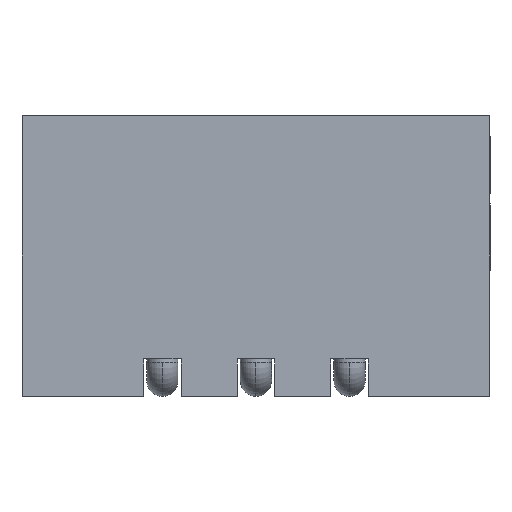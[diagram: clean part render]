
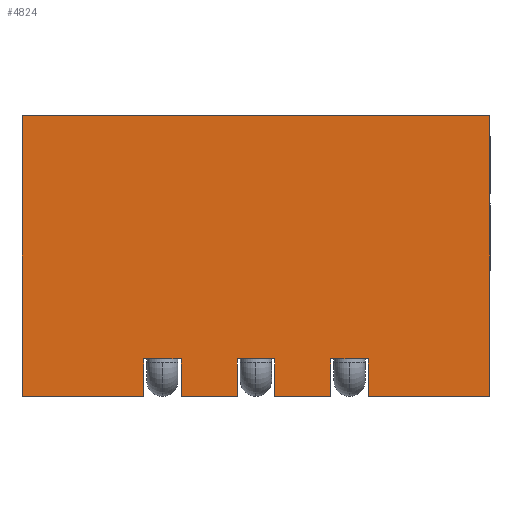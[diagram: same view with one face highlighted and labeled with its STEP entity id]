
A CAD part, front view. The second image highlights one B-rep face of the part: STEP entity #4824.
In plain terms, the highlighted planar face has unit normal (0, -1, 0).
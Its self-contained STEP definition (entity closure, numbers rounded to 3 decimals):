
#17 = VERTEX_POINT ( 'NONE', #7012 ) ;
#99 = ORIENTED_EDGE ( 'NONE', *, *, #12139, .F. ) ;
#151 = CARTESIAN_POINT ( 'NONE',  ( 3.75, -1.85, 4.5 ) ) ;
#210 = VERTEX_POINT ( 'NONE', #1954 ) ;
#360 = DIRECTION ( 'NONE',  ( 0., 0., -1. ) ) ;
#494 = CARTESIAN_POINT ( 'NONE',  ( -3.75, -1.85, -1.282 ) ) ;
#514 = AXIS2_PLACEMENT_3D ( 'NONE', #11885, #2905, #12977 ) ;
#539 = CARTESIAN_POINT ( 'NONE',  ( -1.2, -1.85, 0.6 ) ) ;
#585 = EDGE_CURVE ( 'NONE', #14624, #4459, #13276, .T. ) ;
#742 = EDGE_CURVE ( 'NONE', #10624, #10795, #11515, .T. ) ;
#743 = LINE ( 'NONE', #3186, #14609 ) ;
#869 = LINE ( 'NONE', #8362, #11418 ) ;
#1068 = CARTESIAN_POINT ( 'NONE',  ( 3.75, -1.85, -1.282 ) ) ;
#1114 = LINE ( 'NONE', #8937, #13821 ) ;
#1314 = LINE ( 'NONE', #7693, #5774 ) ;
#1541 = CARTESIAN_POINT ( 'NONE',  ( 3.75, -1.85, 0. ) ) ;
#1954 = CARTESIAN_POINT ( 'NONE',  ( 1.8, -1.85, 0.6 ) ) ;
#2058 = EDGE_CURVE ( 'NONE', #210, #10624, #8380, .T. ) ;
#2272 = ORIENTED_EDGE ( 'NONE', *, *, #3530, .F. ) ;
#2344 = VECTOR ( 'NONE', #12583, 1000. ) ;
#2431 = EDGE_CURVE ( 'NONE', #4885, #14914, #7668, .T. ) ;
#2471 = CARTESIAN_POINT ( 'NONE',  ( -3.75, -1.85, 0. ) ) ;
#2524 = CARTESIAN_POINT ( 'NONE',  ( 1.2, -1.85, 0.6 ) ) ;
#2905 = DIRECTION ( 'NONE',  ( 0., 1., 0. ) ) ;
#3111 = ORIENTED_EDGE ( 'NONE', *, *, #3818, .F. ) ;
#3186 = CARTESIAN_POINT ( 'NONE',  ( -3., -1.85, 0. ) ) ;
#3215 = DIRECTION ( 'NONE',  ( 0., 0., -1. ) ) ;
#3224 = EDGE_CURVE ( 'NONE', #14624, #4853, #12045, .T. ) ;
#3530 = EDGE_CURVE ( 'NONE', #7852, #11285, #4274, .T. ) ;
#3652 = DIRECTION ( 'NONE',  ( 0., 0., -1. ) ) ;
#3724 = DIRECTION ( 'NONE',  ( -1., 0., 0. ) ) ;
#3796 = CARTESIAN_POINT ( 'NONE',  ( -3., -1.85, 0. ) ) ;
#3818 = EDGE_CURVE ( 'NONE', #14427, #15252, #15187, .T. ) ;
#3925 = CARTESIAN_POINT ( 'NONE',  ( -0.3, -1.85, 0.6 ) ) ;
#4072 = CARTESIAN_POINT ( 'NONE',  ( -1.2, -1.85, 0. ) ) ;
#4274 = LINE ( 'NONE', #494, #8205 ) ;
#4284 = CARTESIAN_POINT ( 'NONE',  ( -3.75, -1.85, 4.5 ) ) ;
#4459 = VERTEX_POINT ( 'NONE', #12345 ) ;
#4761 = EDGE_CURVE ( 'NONE', #4459, #10835, #10155, .T. ) ;
#4824 = ADVANCED_FACE ( 'NONE', ( #11402 ), #15204, .F. ) ;
#4853 = VERTEX_POINT ( 'NONE', #4072 ) ;
#4885 = VERTEX_POINT ( 'NONE', #12617 ) ;
#5050 = ORIENTED_EDGE ( 'NONE', *, *, #2058, .F. ) ;
#5121 = LINE ( 'NONE', #6696, #8319 ) ;
#5239 = VECTOR ( 'NONE', #360, 1000. ) ;
#5468 = VERTEX_POINT ( 'NONE', #14973 ) ;
#5500 = EDGE_CURVE ( 'NONE', #14914, #8517, #5834, .T. ) ;
#5596 = EDGE_CURVE ( 'NONE', #14427, #17, #1314, .T. ) ;
#5710 = CARTESIAN_POINT ( 'NONE',  ( 1.8, -1.85, 0.6 ) ) ;
#5731 = ORIENTED_EDGE ( 'NONE', *, *, #5596, .T. ) ;
#5774 = VECTOR ( 'NONE', #10159, 1000. ) ;
#5834 = LINE ( 'NONE', #1068, #2344 ) ;
#6331 = CARTESIAN_POINT ( 'NONE',  ( 1.2, -1.85, 0.6 ) ) ;
#6382 = ORIENTED_EDGE ( 'NONE', *, *, #9217, .T. ) ;
#6585 = ORIENTED_EDGE ( 'NONE', *, *, #4761, .F. ) ;
#6628 = CARTESIAN_POINT ( 'NONE',  ( 0.3, -1.85, 0.6 ) ) ;
#6696 = CARTESIAN_POINT ( 'NONE',  ( -3., -1.85, 0. ) ) ;
#6699 = ORIENTED_EDGE ( 'NONE', *, *, #3224, .T. ) ;
#6897 = DIRECTION ( 'NONE',  ( 1., 0., 0. ) ) ;
#6919 = EDGE_CURVE ( 'NONE', #11285, #8517, #869, .T. ) ;
#6923 = DIRECTION ( 'NONE',  ( -1., 0., 0. ) ) ;
#7012 = CARTESIAN_POINT ( 'NONE',  ( 0.3, -1.85, 0. ) ) ;
#7015 = DIRECTION ( 'NONE',  ( 0., 0., 1. ) ) ;
#7517 = ORIENTED_EDGE ( 'NONE', *, *, #6919, .F. ) ;
#7540 = VECTOR ( 'NONE', #6923, 1000. ) ;
#7551 = DIRECTION ( 'NONE',  ( 0., 0., -1. ) ) ;
#7668 = LINE ( 'NONE', #3796, #8417 ) ;
#7693 = CARTESIAN_POINT ( 'NONE',  ( 0.3, -1.85, 0.6 ) ) ;
#7809 = ORIENTED_EDGE ( 'NONE', *, *, #14474, .T. ) ;
#7852 = VERTEX_POINT ( 'NONE', #2471 ) ;
#7911 = DIRECTION ( 'NONE',  ( 1., 0., 0. ) ) ;
#8112 = ORIENTED_EDGE ( 'NONE', *, *, #10840, .T. ) ;
#8191 = LINE ( 'NONE', #5710, #5239 ) ;
#8205 = VECTOR ( 'NONE', #7015, 1000. ) ;
#8319 = VECTOR ( 'NONE', #14498, 1000. ) ;
#8337 = CARTESIAN_POINT ( 'NONE',  ( -1.2, -1.85, 0.6 ) ) ;
#8362 = CARTESIAN_POINT ( 'NONE',  ( -3., -1.85, 4.5 ) ) ;
#8380 = LINE ( 'NONE', #9646, #7540 ) ;
#8417 = VECTOR ( 'NONE', #7911, 1000. ) ;
#8517 = VERTEX_POINT ( 'NONE', #151 ) ;
#8937 = CARTESIAN_POINT ( 'NONE',  ( -0.3, -1.85, 0.6 ) ) ;
#9095 = VECTOR ( 'NONE', #3652, 1000. ) ;
#9148 = ORIENTED_EDGE ( 'NONE', *, *, #5500, .T. ) ;
#9217 = EDGE_CURVE ( 'NONE', #4853, #5468, #743, .T. ) ;
#9577 = DIRECTION ( 'NONE',  ( 1., 0., 0. ) ) ;
#9623 = LINE ( 'NONE', #14454, #13818 ) ;
#9646 = CARTESIAN_POINT ( 'NONE',  ( 1.8, -1.85, 0.6 ) ) ;
#9755 = DIRECTION ( 'NONE',  ( -1., 0., 0. ) ) ;
#9943 = ORIENTED_EDGE ( 'NONE', *, *, #742, .F. ) ;
#10060 = ORIENTED_EDGE ( 'NONE', *, *, #10822, .T. ) ;
#10155 = LINE ( 'NONE', #15359, #9095 ) ;
#10159 = DIRECTION ( 'NONE',  ( 0., 0., -1. ) ) ;
#10193 = ORIENTED_EDGE ( 'NONE', *, *, #2431, .T. ) ;
#10400 = VECTOR ( 'NONE', #3724, 1000. ) ;
#10624 = VERTEX_POINT ( 'NONE', #6331 ) ;
#10795 = VERTEX_POINT ( 'NONE', #10865 ) ;
#10822 = EDGE_CURVE ( 'NONE', #210, #4885, #8191, .T. ) ;
#10835 = VERTEX_POINT ( 'NONE', #15968 ) ;
#10840 = EDGE_CURVE ( 'NONE', #17, #10795, #9623, .T. ) ;
#10865 = CARTESIAN_POINT ( 'NONE',  ( 1.2, -1.85, 0. ) ) ;
#11285 = VERTEX_POINT ( 'NONE', #4284 ) ;
#11402 = FACE_OUTER_BOUND ( 'NONE', #14245, .T. ) ;
#11418 = VECTOR ( 'NONE', #16223, 1000. ) ;
#11515 = LINE ( 'NONE', #2524, #15762 ) ;
#11648 = CARTESIAN_POINT ( 'NONE',  ( -1.2, -1.85, 0.6 ) ) ;
#11885 = CARTESIAN_POINT ( 'NONE',  ( -3., -1.85, 4.5 ) ) ;
#12045 = LINE ( 'NONE', #539, #15921 ) ;
#12139 = EDGE_CURVE ( 'NONE', #15252, #5468, #1114, .T. ) ;
#12345 = CARTESIAN_POINT ( 'NONE',  ( -1.8, -1.85, 0.6 ) ) ;
#12451 = ORIENTED_EDGE ( 'NONE', *, *, #585, .F. ) ;
#12583 = DIRECTION ( 'NONE',  ( 0., 0., 1. ) ) ;
#12617 = CARTESIAN_POINT ( 'NONE',  ( 1.8, -1.85, 0. ) ) ;
#12793 = DIRECTION ( 'NONE',  ( 0., 0., -1. ) ) ;
#12977 = DIRECTION ( 'NONE',  ( 0., 0., 1. ) ) ;
#13276 = LINE ( 'NONE', #8337, #14687 ) ;
#13818 = VECTOR ( 'NONE', #6897, 1000. ) ;
#13821 = VECTOR ( 'NONE', #12793, 1000. ) ;
#14101 = CARTESIAN_POINT ( 'NONE',  ( 0.3, -1.85, 0.6 ) ) ;
#14245 = EDGE_LOOP ( 'NONE', ( #3111, #5731, #8112, #9943, #5050, #10060, #10193, #9148, #7517, #2272, #7809, #6585, #12451, #6699, #6382, #99 ) ) ;
#14427 = VERTEX_POINT ( 'NONE', #14101 ) ;
#14454 = CARTESIAN_POINT ( 'NONE',  ( -3., -1.85, 0. ) ) ;
#14474 = EDGE_CURVE ( 'NONE', #7852, #10835, #5121, .T. ) ;
#14498 = DIRECTION ( 'NONE',  ( 1., 0., 0. ) ) ;
#14609 = VECTOR ( 'NONE', #9577, 1000. ) ;
#14624 = VERTEX_POINT ( 'NONE', #11648 ) ;
#14687 = VECTOR ( 'NONE', #9755, 1000. ) ;
#14914 = VERTEX_POINT ( 'NONE', #1541 ) ;
#14973 = CARTESIAN_POINT ( 'NONE',  ( -0.3, -1.85, 0. ) ) ;
#15187 = LINE ( 'NONE', #6628, #10400 ) ;
#15204 = PLANE ( 'NONE',  #514 ) ;
#15252 = VERTEX_POINT ( 'NONE', #3925 ) ;
#15359 = CARTESIAN_POINT ( 'NONE',  ( -1.8, -1.85, 0.6 ) ) ;
#15762 = VECTOR ( 'NONE', #7551, 1000. ) ;
#15921 = VECTOR ( 'NONE', #3215, 1000. ) ;
#15968 = CARTESIAN_POINT ( 'NONE',  ( -1.8, -1.85, 0. ) ) ;
#16223 = DIRECTION ( 'NONE',  ( 1., 0., 0. ) ) ;
